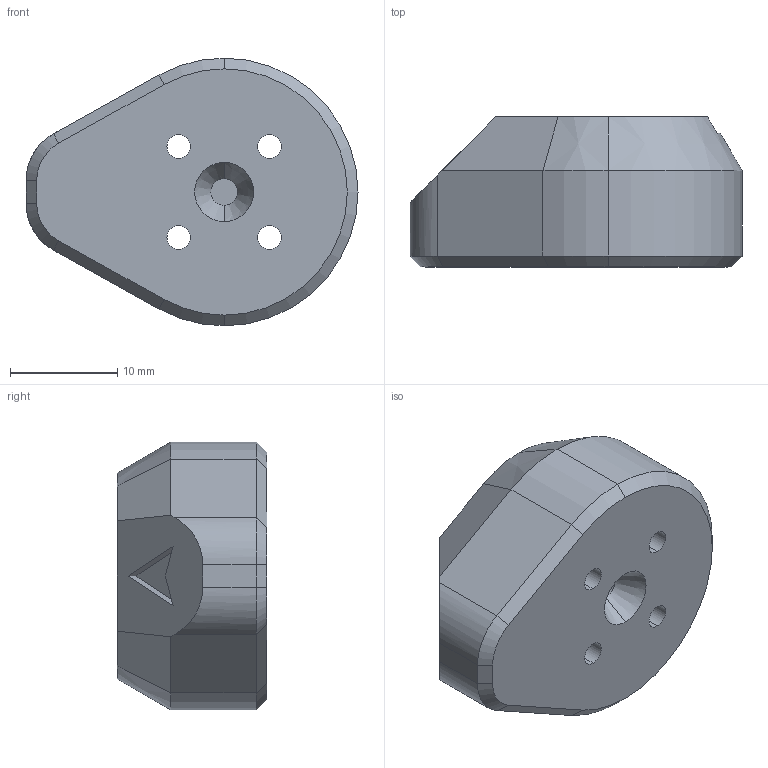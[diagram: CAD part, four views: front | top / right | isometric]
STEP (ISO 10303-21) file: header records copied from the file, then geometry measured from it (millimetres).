
FILE_DESCRIPTION (( 'STEP AP203' ), '1' );
FILE_NAME ('â4_1.STEP', '2021-12-04T13:06:23', ( '' ), ( '' ), 'SwSTEP 2.0', 'SolidWorks 2021', '' );
FILE_SCHEMA (( 'CONFIG_CONTROL_DESIGN' ));
Length unit declared in the file: millimetre
Products named in the file (1): â4_1
Bounding box: 31 x 14 x 25 mm (x, y, z)
Volume: 4603.4 mm3; surface area: 2958.9 mm2
Topology: 1 solids, 1 shells, 77 faces, 197 edges, 126 vertices
Faces by surface type: cylinder 35, plane 29, cone 13
Entity records: 2467 total; most frequent: CARTESIAN_POINT 447, DIRECTION 430, ORIENTED_EDGE 394, EDGE_CURVE 197, AXIS2_PLACEMENT_3D 165, VERTEX_POINT 126, LINE 100, VECTOR 100
